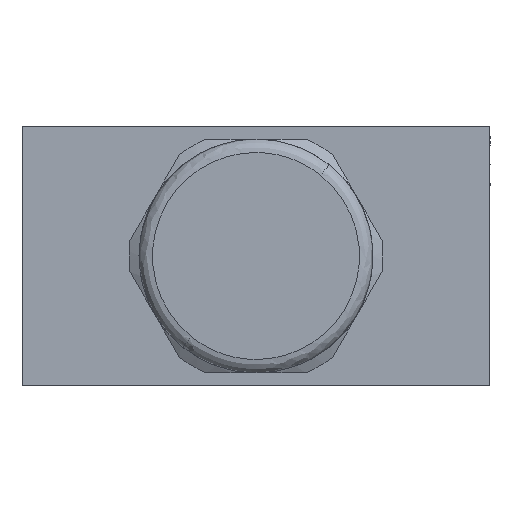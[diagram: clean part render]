
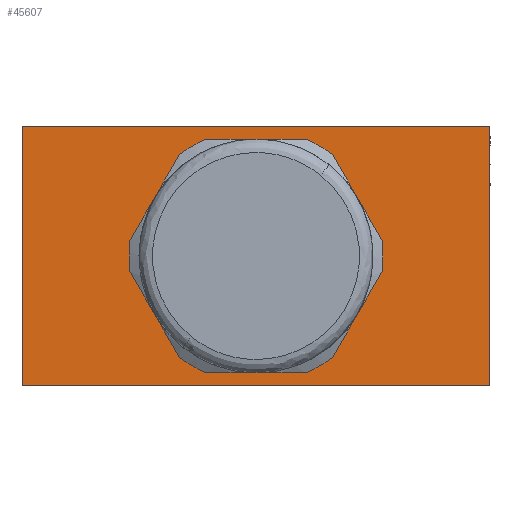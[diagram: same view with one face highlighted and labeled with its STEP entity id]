
A CAD part, left-side view. The second image highlights one B-rep face of the part: STEP entity #45607.
In plain terms, the highlighted planar face has unit normal (-1, 0, 0).
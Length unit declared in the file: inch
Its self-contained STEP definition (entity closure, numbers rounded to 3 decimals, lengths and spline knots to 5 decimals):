
#539 = CARTESIAN_POINT ( 'NONE',  ( 0., -2.25, -1.25 ) ) ;
#1682 = CIRCLE ( 'NONE', #15918, 0.5625 ) ;
#2383 = DIRECTION ( 'NONE',  ( 0., 0., 1. ) ) ;
#2878 = DIRECTION ( 'NONE',  ( 1., 0., 0. ) ) ;
#3529 = CARTESIAN_POINT ( 'NONE',  ( 0., -1.125, -1.25 ) ) ;
#3716 = AXIS2_PLACEMENT_3D ( 'NONE', #34356, #33752, #56095 ) ;
#4156 = LINE ( 'NONE', #9216, #18805 ) ;
#4856 = CARTESIAN_POINT ( 'NONE',  ( 0., 0., -1.25 ) ) ;
#6158 = EDGE_CURVE ( 'NONE', #88033, #92431, #54758, .T. ) ;
#6561 = EDGE_LOOP ( 'NONE', ( #19996, #90354, #76737, #80886, #85919, #11139 ) ) ;
#8932 = DIRECTION ( 'NONE',  ( 1., 0., 0. ) ) ;
#9216 = CARTESIAN_POINT ( 'NONE',  ( 0., -1.125, 0. ) ) ;
#9221 = AXIS2_PLACEMENT_3D ( 'NONE', #51790, #8932, #51471 ) ;
#10105 = CARTESIAN_POINT ( 'NONE',  ( 0., -1.125, -0.625 ) ) ;
#10438 = DIRECTION ( 'NONE',  ( 0., -1., 0. ) ) ;
#11139 = ORIENTED_EDGE ( 'NONE', *, *, #20764, .T. ) ;
#13591 = CIRCLE ( 'NONE', #78065, 0.5625 ) ;
#14402 = PLANE ( 'NONE',  #74746 ) ;
#15918 = AXIS2_PLACEMENT_3D ( 'NONE', #21877, #72430, #44256 ) ;
#15976 = CARTESIAN_POINT ( 'NONE',  ( 0., -1.125, -0.625 ) ) ;
#16435 = DIRECTION ( 'NONE',  ( 0., 1., 0. ) ) ;
#17365 = DIRECTION ( 'NONE',  ( 0., 0., 1. ) ) ;
#18805 = VECTOR ( 'NONE', #16435, 39.37008 ) ;
#19996 = ORIENTED_EDGE ( 'NONE', *, *, #22168, .T. ) ;
#20253 = EDGE_CURVE ( 'NONE', #70677, #51528, #25481, .T. ) ;
#20473 = EDGE_LOOP ( 'NONE', ( #62935, #87650, #63083, #22414 ) ) ;
#20764 = EDGE_CURVE ( 'NONE', #39581, #70515, #1682, .T. ) ;
#21025 = VECTOR ( 'NONE', #2383, 39.37008 ) ;
#21877 = CARTESIAN_POINT ( 'NONE',  ( 0., -1.125, -0.625 ) ) ;
#22168 = EDGE_CURVE ( 'NONE', #70515, #64357, #22436, .T. ) ;
#22414 = ORIENTED_EDGE ( 'NONE', *, *, #92386, .T. ) ;
#22436 = CIRCLE ( 'NONE', #93021, 0.5625 ) ;
#22478 = CARTESIAN_POINT ( 'NONE',  ( 0., -2.25, -1.25 ) ) ;
#22677 = VECTOR ( 'NONE', #10438, 39.37008 ) ;
#22737 = EDGE_CURVE ( 'NONE', #93654, #88033, #39075, .T. ) ;
#23883 = CARTESIAN_POINT ( 'NONE',  ( 0., 0., -1.25 ) ) ;
#23967 = EDGE_CURVE ( 'NONE', #64357, #93654, #13591, .T. ) ;
#24834 = CARTESIAN_POINT ( 'NONE',  ( 0., -0.63786, -0.34375 ) ) ;
#25162 = CARTESIAN_POINT ( 'NONE',  ( 0., -1.125, -0.0625 ) ) ;
#25481 = LINE ( 'NONE', #4856, #85492 ) ;
#26464 = CARTESIAN_POINT ( 'NONE',  ( 0., 0., 0. ) ) ;
#26857 = CARTESIAN_POINT ( 'NONE',  ( 0., -2.25, 0. ) ) ;
#27351 = CARTESIAN_POINT ( 'NONE',  ( 0., -2.25, -1.25 ) ) ;
#29442 = AXIS2_PLACEMENT_3D ( 'NONE', #15976, #66772, #30452 ) ;
#30452 = DIRECTION ( 'NONE',  ( 0., 0., 1. ) ) ;
#30783 = CARTESIAN_POINT ( 'NONE',  ( 0., -1.125, -1.1875 ) ) ;
#33065 = CARTESIAN_POINT ( 'NONE',  ( 0., -0.63786, -0.90625 ) ) ;
#33752 = DIRECTION ( 'NONE',  ( 1., 0., 0. ) ) ;
#34356 = CARTESIAN_POINT ( 'NONE',  ( 0., -1.125, -0.625 ) ) ;
#34604 = DIRECTION ( 'NONE',  ( 0., 0., 1. ) ) ;
#36118 = VERTEX_POINT ( 'NONE', #26857 ) ;
#37942 = LINE ( 'NONE', #539, #21025 ) ;
#39075 = CIRCLE ( 'NONE', #29442, 0.5625 ) ;
#39581 = VERTEX_POINT ( 'NONE', #30783 ) ;
#42316 = EDGE_CURVE ( 'NONE', #36118, #70677, #4156, .T. ) ;
#43642 = CARTESIAN_POINT ( 'NONE',  ( 0., -1.61214, -0.90625 ) ) ;
#43704 = EDGE_CURVE ( 'NONE', #51528, #79778, #66718, .T. ) ;
#44256 = DIRECTION ( 'NONE',  ( 0., 0., 1. ) ) ;
#44800 = CIRCLE ( 'NONE', #9221, 0.5625 ) ;
#45607 = ADVANCED_FACE ( 'NONE', ( #47591, #46481 ), #14402, .T. ) ;
#46481 = FACE_OUTER_BOUND ( 'NONE', #20473, .T. ) ;
#47591 = FACE_BOUND ( 'NONE', #6561, .T. ) ;
#51471 = DIRECTION ( 'NONE',  ( 0., 0., 1. ) ) ;
#51528 = VERTEX_POINT ( 'NONE', #23883 ) ;
#51790 = CARTESIAN_POINT ( 'NONE',  ( 0., -1.125, -0.625 ) ) ;
#54758 = CIRCLE ( 'NONE', #3716, 0.5625 ) ;
#56095 = DIRECTION ( 'NONE',  ( 0., 0., 1. ) ) ;
#57053 = CARTESIAN_POINT ( 'NONE',  ( 0., -1.61214, -0.34375 ) ) ;
#57952 = DIRECTION ( 'NONE',  ( 0., 0., 1. ) ) ;
#62878 = DIRECTION ( 'NONE',  ( 0., 0., -1. ) ) ;
#62935 = ORIENTED_EDGE ( 'NONE', *, *, #42316, .T. ) ;
#63083 = ORIENTED_EDGE ( 'NONE', *, *, #43704, .T. ) ;
#64357 = VERTEX_POINT ( 'NONE', #24834 ) ;
#66718 = LINE ( 'NONE', #3529, #22677 ) ;
#66772 = DIRECTION ( 'NONE',  ( 1., 0., 0. ) ) ;
#70515 = VERTEX_POINT ( 'NONE', #33065 ) ;
#70677 = VERTEX_POINT ( 'NONE', #26464 ) ;
#72430 = DIRECTION ( 'NONE',  ( 1., 0., 0. ) ) ;
#74746 = AXIS2_PLACEMENT_3D ( 'NONE', #27351, #77921, #34604 ) ;
#76737 = ORIENTED_EDGE ( 'NONE', *, *, #22737, .T. ) ;
#77921 = DIRECTION ( 'NONE',  ( -1., 0., 0. ) ) ;
#78065 = AXIS2_PLACEMENT_3D ( 'NONE', #79497, #78554, #57952 ) ;
#78554 = DIRECTION ( 'NONE',  ( 1., 0., 0. ) ) ;
#79497 = CARTESIAN_POINT ( 'NONE',  ( 0., -1.125, -0.625 ) ) ;
#79778 = VERTEX_POINT ( 'NONE', #22478 ) ;
#80886 = ORIENTED_EDGE ( 'NONE', *, *, #6158, .T. ) ;
#85492 = VECTOR ( 'NONE', #62878, 39.37008 ) ;
#85735 = EDGE_CURVE ( 'NONE', #92431, #39581, #44800, .T. ) ;
#85919 = ORIENTED_EDGE ( 'NONE', *, *, #85735, .T. ) ;
#87650 = ORIENTED_EDGE ( 'NONE', *, *, #20253, .T. ) ;
#88033 = VERTEX_POINT ( 'NONE', #57053 ) ;
#90354 = ORIENTED_EDGE ( 'NONE', *, *, #23967, .T. ) ;
#92386 = EDGE_CURVE ( 'NONE', #79778, #36118, #37942, .T. ) ;
#92431 = VERTEX_POINT ( 'NONE', #43642 ) ;
#93021 = AXIS2_PLACEMENT_3D ( 'NONE', #10105, #2878, #17365 ) ;
#93654 = VERTEX_POINT ( 'NONE', #25162 ) ;
